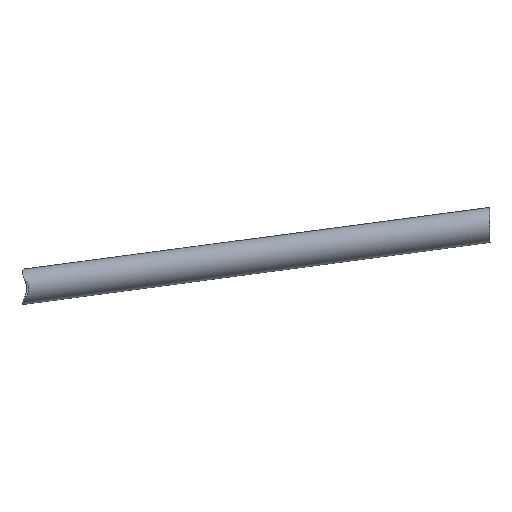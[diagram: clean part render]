
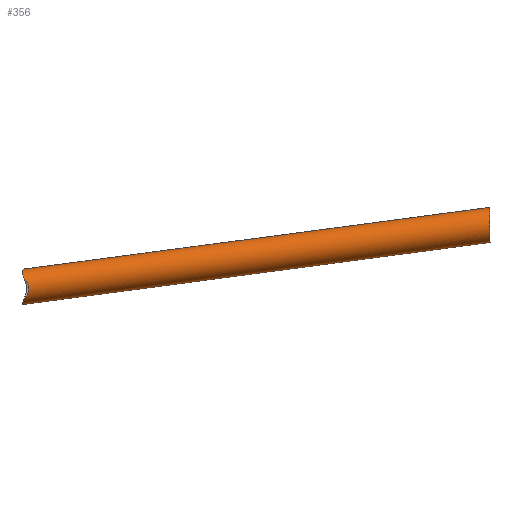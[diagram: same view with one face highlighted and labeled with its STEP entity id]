
A CAD part, left-side view. The second image highlights one B-rep face of the part: STEP entity #356.
In plain terms, the highlighted cylindrical face has radius 10 mm (diameter 20 mm), a partial arc.
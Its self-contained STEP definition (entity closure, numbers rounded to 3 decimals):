
#67=CARTESIAN_POINT('Vertex',(-1388.771,265.424,-107.953)) ;
#69=CARTESIAN_POINT('Vertex',(-1387.939,265.424,-118.758)) ;
#73=CARTESIAN_POINT('Control Point',(-1371.824,265.539,-102.061)) ;
#74=CARTESIAN_POINT('Control Point',(-1373.621,265.878,-102.176)) ;
#75=CARTESIAN_POINT('Control Point',(-1375.423,266.173,-102.336)) ;
#76=CARTESIAN_POINT('Control Point',(-1377.228,266.41,-102.554)) ;
#77=CARTESIAN_POINT('Control Point',(-1379.982,266.647,-103.002)) ;
#78=CARTESIAN_POINT('Control Point',(-1382.663,266.615,-103.775)) ;
#79=CARTESIAN_POINT('Control Point',(-1383.569,266.567,-104.088)) ;
#80=CARTESIAN_POINT('Control Point',(-1385.326,266.388,-104.835)) ;
#81=CARTESIAN_POINT('Control Point',(-1386.902,266.055,-105.876)) ;
#82=CARTESIAN_POINT('Control Point',(-1387.624,265.853,-106.483)) ;
#83=CARTESIAN_POINT('Control Point',(-1388.252,265.634,-107.18)) ;
#84=CARTESIAN_POINT('Control Point',(-1388.771,265.424,-107.953)) ;
#85=CARTESIAN_POINT('Vertex',(-1371.824,265.539,-102.061)) ;
#140=CARTESIAN_POINT('Vertex',(-1372.488,265.925,-122.156)) ;
#144=CARTESIAN_POINT('Control Point',(-1387.939,265.424,-118.758)) ;
#145=CARTESIAN_POINT('Control Point',(-1387.391,265.607,-119.352)) ;
#146=CARTESIAN_POINT('Control Point',(-1386.77,265.796,-119.878)) ;
#147=CARTESIAN_POINT('Control Point',(-1386.088,265.975,-120.326)) ;
#148=CARTESIAN_POINT('Control Point',(-1384.234,266.372,-121.283)) ;
#149=CARTESIAN_POINT('Control Point',(-1382.177,266.591,-121.821)) ;
#150=CARTESIAN_POINT('Control Point',(-1380.891,266.643,-122.03)) ;
#151=CARTESIAN_POINT('Control Point',(-1378.436,266.621,-122.276)) ;
#152=CARTESIAN_POINT('Control Point',(-1375.979,266.41,-122.302)) ;
#153=CARTESIAN_POINT('Control Point',(-1374.811,266.274,-122.28)) ;
#154=CARTESIAN_POINT('Control Point',(-1373.647,266.111,-122.229)) ;
#155=CARTESIAN_POINT('Control Point',(-1372.488,265.925,-122.156)) ;
#254=CARTESIAN_POINT('Axis2P3D Location',(-1155.566,140.,-95.442)) ;
#259=CARTESIAN_POINT('Line Origine',(-1156.14,140.333,-85.464)) ;
#263=CARTESIAN_POINT('Vertex',(-915.165,0.446,-66.921)) ;
#267=CARTESIAN_POINT('Control Point',(-1388.771,265.424,-107.953)) ;
#268=CARTESIAN_POINT('Control Point',(-1388.468,264.955,-108.351)) ;
#269=CARTESIAN_POINT('Control Point',(-1388.177,264.508,-108.786)) ;
#270=CARTESIAN_POINT('Control Point',(-1387.9,264.094,-109.264)) ;
#271=CARTESIAN_POINT('Control Point',(-1387.475,263.475,-110.136)) ;
#272=CARTESIAN_POINT('Control Point',(-1387.139,263.027,-111.137)) ;
#273=CARTESIAN_POINT('Control Point',(-1387.022,262.88,-111.56)) ;
#274=CARTESIAN_POINT('Control Point',(-1386.829,262.665,-112.45)) ;
#275=CARTESIAN_POINT('Control Point',(-1386.737,262.63,-113.382)) ;
#276=CARTESIAN_POINT('Control Point',(-1386.719,262.663,-113.855)) ;
#277=CARTESIAN_POINT('Control Point',(-1386.745,262.856,-114.985)) ;
#278=CARTESIAN_POINT('Control Point',(-1386.916,263.293,-116.038)) ;
#279=CARTESIAN_POINT('Control Point',(-1387.058,263.616,-116.617)) ;
#280=CARTESIAN_POINT('Control Point',(-1387.312,264.16,-117.409)) ;
#281=CARTESIAN_POINT('Control Point',(-1387.617,264.782,-118.117)) ;
#282=CARTESIAN_POINT('Control Point',(-1387.72,264.99,-118.339)) ;
#283=CARTESIAN_POINT('Control Point',(-1387.828,265.204,-118.552)) ;
#284=CARTESIAN_POINT('Control Point',(-1387.939,265.424,-118.758)) ;
#286=CARTESIAN_POINT('Line Origine',(-1154.991,139.667,-105.42)) ;
#290=CARTESIAN_POINT('Vertex',(-914.394,-0.001,-86.906)) ;
#294=CARTESIAN_POINT('Control Point',(-914.394,-0.001,-86.906)) ;
#295=CARTESIAN_POINT('Control Point',(-916.014,0.001,-86.999)) ;
#296=CARTESIAN_POINT('Control Point',(-917.634,0.,-86.994)) ;
#297=CARTESIAN_POINT('Control Point',(-919.241,0.,-86.884)) ;
#298=CARTESIAN_POINT('Vertex',(-919.241,0.,-86.884)) ;
#302=CARTESIAN_POINT('Control Point',(-919.241,0.,-86.884)) ;
#303=CARTESIAN_POINT('Control Point',(-920.588,0.,-86.791)) ;
#304=CARTESIAN_POINT('Control Point',(-921.934,0.,-86.636)) ;
#305=CARTESIAN_POINT('Control Point',(-923.269,0.,-86.414)) ;
#306=CARTESIAN_POINT('Control Point',(-925.664,0.,-85.877)) ;
#307=CARTESIAN_POINT('Control Point',(-927.981,0.,-85.043)) ;
#308=CARTESIAN_POINT('Control Point',(-928.986,0.,-84.605)) ;
#309=CARTESIAN_POINT('Control Point',(-930.687,0.,-83.7)) ;
#310=CARTESIAN_POINT('Control Point',(-932.189,0.,-82.483)) ;
#311=CARTESIAN_POINT('Control Point',(-932.786,0.,-81.894)) ;
#312=CARTESIAN_POINT('Control Point',(-933.566,0.,-80.88)) ;
#313=CARTESIAN_POINT('Control Point',(-934.057,0.,-79.705)) ;
#314=CARTESIAN_POINT('Control Point',(-934.185,0.,-79.285)) ;
#315=CARTESIAN_POINT('Control Point',(-934.367,0.,-78.317)) ;
#316=CARTESIAN_POINT('Control Point',(-934.31,0.,-77.329)) ;
#317=CARTESIAN_POINT('Control Point',(-934.204,0.,-76.79)) ;
#318=CARTESIAN_POINT('Control Point',(-933.803,0.,-75.553)) ;
#319=CARTESIAN_POINT('Control Point',(-933.114,0.,-74.447)) ;
#320=CARTESIAN_POINT('Control Point',(-932.645,0.,-73.854)) ;
#321=CARTESIAN_POINT('Control Point',(-931.336,0.,-72.467)) ;
#322=CARTESIAN_POINT('Control Point',(-929.795,0.,-71.346)) ;
#323=CARTESIAN_POINT('Control Point',(-928.816,0.,-70.746)) ;
#324=CARTESIAN_POINT('Control Point',(-926.722,0.,-69.645)) ;
#325=CARTESIAN_POINT('Control Point',(-924.521,0.,-68.797)) ;
#326=CARTESIAN_POINT('Control Point',(-923.373,0.,-68.419)) ;
#327=CARTESIAN_POINT('Control Point',(-921.354,0.,-67.854)) ;
#328=CARTESIAN_POINT('Control Point',(-919.305,0.,-67.438)) ;
#329=CARTESIAN_POINT('Control Point',(-918.434,0.,-67.287)) ;
#330=CARTESIAN_POINT('Control Point',(-917.28,0.,-67.121)) ;
#331=CARTESIAN_POINT('Control Point',(-916.122,0.001,-66.997)) ;
#332=CARTESIAN_POINT('Control Point',(-915.726,0.001,-66.959)) ;
#333=CARTESIAN_POINT('Control Point',(-915.444,0.001,-66.935)) ;
#334=CARTESIAN_POINT('Control Point',(-915.163,0.001,-66.913)) ;
#335=CARTESIAN_POINT('Vertex',(-915.163,0.001,-66.913)) ;
#339=CARTESIAN_POINT('Control Point',(-915.165,0.446,-66.921)) ;
#340=CARTESIAN_POINT('Control Point',(-915.165,0.357,-66.918)) ;
#341=CARTESIAN_POINT('Control Point',(-915.161,0.268,-66.916)) ;
#342=CARTESIAN_POINT('Control Point',(-915.179,0.178,-66.915)) ;
#343=CARTESIAN_POINT('Control Point',(-915.163,0.089,-66.913)) ;
#344=CARTESIAN_POINT('Control Point',(-915.163,0.,-66.913)) ;
#255=DIRECTION('Axis2P3D Direction',(-0.863,0.501,-0.066)) ;
#256=DIRECTION('Axis2P3D XDirection',(0.057,-0.033,-0.998)) ;
#260=DIRECTION('Vector Direction',(-0.863,0.501,-0.066)) ;
#287=DIRECTION('Vector Direction',(-0.863,0.501,-0.066)) ;
#257=AXIS2_PLACEMENT_3D('Cylinder Axis2P3D',#254,#255,#256) ;
#347=ORIENTED_EDGE('',*,*,#265,.T.) ;
#348=ORIENTED_EDGE('',*,*,#87,.T.) ;
#349=ORIENTED_EDGE('',*,*,#285,.T.) ;
#350=ORIENTED_EDGE('',*,*,#156,.T.) ;
#351=ORIENTED_EDGE('',*,*,#292,.F.) ;
#352=ORIENTED_EDGE('',*,*,#300,.T.) ;
#353=ORIENTED_EDGE('',*,*,#337,.T.) ;
#354=ORIENTED_EDGE('',*,*,#345,.F.) ;
#261=VECTOR('Line Direction',#260,1.) ;
#288=VECTOR('Line Direction',#287,1.) ;
#356=ADVANCED_FACE('Corps principal',(#355),#258,.T.) ;
#72=B_SPLINE_CURVE_WITH_KNOTS('',5,(#73,#74,#75,#76,#77,#78,#79,#80,#81,#82,#83,#84),.UNSPECIFIED.,.F.,.U.,(6,3,3,6),(0.,12.956,19.702,26.45),.UNSPECIFIED.) ;
#143=B_SPLINE_CURVE_WITH_KNOTS('',5,(#144,#145,#146,#147,#148,#149,#150,#151,#152,#153,#154,#155),.UNSPECIFIED.,.F.,.U.,(6,3,3,6),(43.112,48.974,58.072,66.386),.UNSPECIFIED.) ;
#266=B_SPLINE_CURVE_WITH_KNOTS('',5,(#267,#268,#269,#270,#271,#272,#273,#274,#275,#276,#277,#278,#279,#280,#281,#282,#283,#284),.UNSPECIFIED.,.F.,.U.,(6,3,3,3,3,6),(2.57,7.405,10.652,13.984,18.714,20.982),.UNSPECIFIED.) ;
#293=B_SPLINE_CURVE_WITH_KNOTS('',3,(#294,#295,#296,#297),.UNSPECIFIED.,.F.,.U.,(4,4),(0.,6.937),.UNSPECIFIED.) ;
#301=B_SPLINE_CURVE_WITH_KNOTS('',5,(#302,#303,#304,#305,#306,#307,#308,#309,#310,#311,#312,#313,#314,#315,#316,#317,#318,#319,#320,#321,#322,#323,#324,#325,#326,#327,#328,#329,#330,#331,#332,#333,#334),.UNSPECIFIED.,.F.,.U.,(6,3,3,3,3,3,3,3,3,3,6),(0.,9.697,17.475,23.256,26.279,30.024,35.223,43.286,51.829,58.094,60.105),.UNSPECIFIED.) ;
#338=B_SPLINE_CURVE_WITH_KNOTS('',5,(#339,#340,#341,#342,#343,#344),.UNSPECIFIED.,.F.,.U.,(6,6),(0.,0.643),.UNSPECIFIED.) ;
#258=CYLINDRICAL_SURFACE('generated cylinder',#257,10.) ;
#87=EDGE_CURVE('',#86,#68,#72,.T.) ;
#156=EDGE_CURVE('',#70,#141,#143,.T.) ;
#265=EDGE_CURVE('',#264,#86,#262,.T.) ;
#285=EDGE_CURVE('',#68,#70,#266,.T.) ;
#292=EDGE_CURVE('',#291,#141,#289,.T.) ;
#300=EDGE_CURVE('',#291,#299,#293,.T.) ;
#337=EDGE_CURVE('',#299,#336,#301,.T.) ;
#345=EDGE_CURVE('',#264,#336,#338,.T.) ;
#346=EDGE_LOOP('',(#347,#348,#349,#350,#351,#352,#353,#354)) ;
#355=FACE_OUTER_BOUND('',#346,.T.) ;
#262=LINE('Line',#259,#261) ;
#289=LINE('Line',#286,#288) ;
#68=VERTEX_POINT('',#67) ;
#70=VERTEX_POINT('',#69) ;
#86=VERTEX_POINT('',#85) ;
#141=VERTEX_POINT('',#140) ;
#264=VERTEX_POINT('',#263) ;
#291=VERTEX_POINT('',#290) ;
#299=VERTEX_POINT('',#298) ;
#336=VERTEX_POINT('',#335) ;
